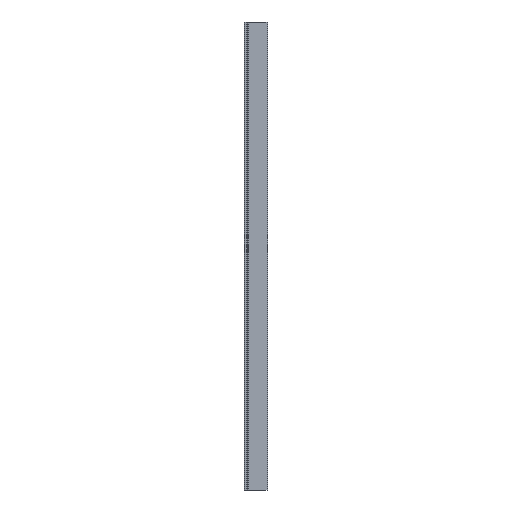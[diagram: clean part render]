
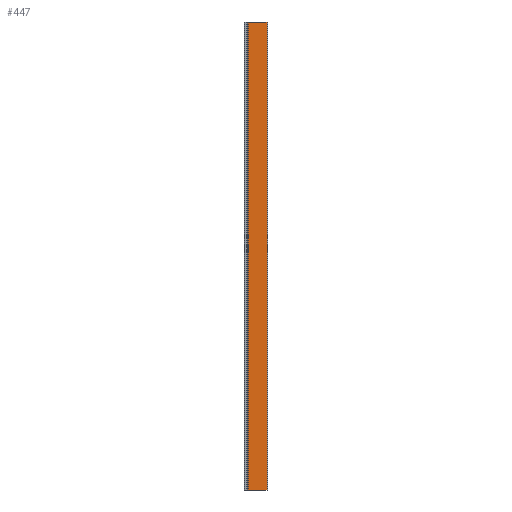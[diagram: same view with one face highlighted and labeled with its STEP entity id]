
A CAD part, left-side view. The second image highlights one B-rep face of the part: STEP entity #447.
In plain terms, the highlighted planar face has unit normal (-1, 0, 0).
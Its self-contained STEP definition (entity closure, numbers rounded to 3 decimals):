
#8 = FACE_OUTER_BOUND ( 'NONE', #237, .T. ) ;
#149 = PLANE ( 'NONE',  #827 ) ;
#186 = CARTESIAN_POINT ( 'NONE',  ( -13.15, -73.4, 1674.993 ) ) ;
#237 = EDGE_LOOP ( 'NONE', ( #1387, #1099, #2040, #2681 ) ) ;
#248 = CARTESIAN_POINT ( 'NONE',  ( -13.15, -75.568, -325.007 ) ) ;
#422 = CARTESIAN_POINT ( 'NONE',  ( -13.15, 6.198, 1674.993 ) ) ;
#447 = ADVANCED_FACE ( 'NONE', ( #8 ), #149, .T. ) ;
#491 = CARTESIAN_POINT ( 'NONE',  ( -13.15, 6.198, -325.007 ) ) ;
#816 = VERTEX_POINT ( 'NONE', #422 ) ;
#827 = AXIS2_PLACEMENT_3D ( 'NONE', #846, #1066, #1210 ) ;
#833 = DIRECTION ( 'NONE',  ( 0., -1., 0. ) ) ;
#846 = CARTESIAN_POINT ( 'NONE',  ( -13.15, -75.568, 0. ) ) ;
#1066 = DIRECTION ( 'NONE',  ( -1., 0., 0. ) ) ;
#1099 = ORIENTED_EDGE ( 'NONE', *, *, #2281, .T. ) ;
#1197 = VECTOR ( 'NONE', #2472, 1000. ) ;
#1210 = DIRECTION ( 'NONE',  ( 0., 0., 1. ) ) ;
#1273 = EDGE_CURVE ( 'NONE', #1397, #2666, #2106, .T. ) ;
#1309 = CARTESIAN_POINT ( 'NONE',  ( -13.15, -73.4, 1674.993 ) ) ;
#1359 = LINE ( 'NONE', #2465, #1197 ) ;
#1387 = ORIENTED_EDGE ( 'NONE', *, *, #1509, .T. ) ;
#1397 = VERTEX_POINT ( 'NONE', #1309 ) ;
#1421 = VECTOR ( 'NONE', #1864, 1000. ) ;
#1447 = CARTESIAN_POINT ( 'NONE',  ( -13.15, -73.4, 0. ) ) ;
#1503 = VERTEX_POINT ( 'NONE', #491 ) ;
#1509 = EDGE_CURVE ( 'NONE', #1397, #816, #1619, .T. ) ;
#1599 = DIRECTION ( 'NONE',  ( 0., 0., -1. ) ) ;
#1619 = LINE ( 'NONE', #186, #1421 ) ;
#1864 = DIRECTION ( 'NONE',  ( 0., 1., 0. ) ) ;
#2020 = VECTOR ( 'NONE', #1599, 1000. ) ;
#2040 = ORIENTED_EDGE ( 'NONE', *, *, #2741, .T. ) ;
#2106 = LINE ( 'NONE', #1447, #2020 ) ;
#2281 = EDGE_CURVE ( 'NONE', #816, #1503, #1359, .T. ) ;
#2463 = LINE ( 'NONE', #248, #2586 ) ;
#2465 = CARTESIAN_POINT ( 'NONE',  ( -13.15, 6.198, 0. ) ) ;
#2472 = DIRECTION ( 'NONE',  ( 0., 0., -1. ) ) ;
#2482 = CARTESIAN_POINT ( 'NONE',  ( -13.15, -73.4, -325.007 ) ) ;
#2586 = VECTOR ( 'NONE', #833, 1000. ) ;
#2666 = VERTEX_POINT ( 'NONE', #2482 ) ;
#2681 = ORIENTED_EDGE ( 'NONE', *, *, #1273, .F. ) ;
#2741 = EDGE_CURVE ( 'NONE', #1503, #2666, #2463, .T. ) ;
